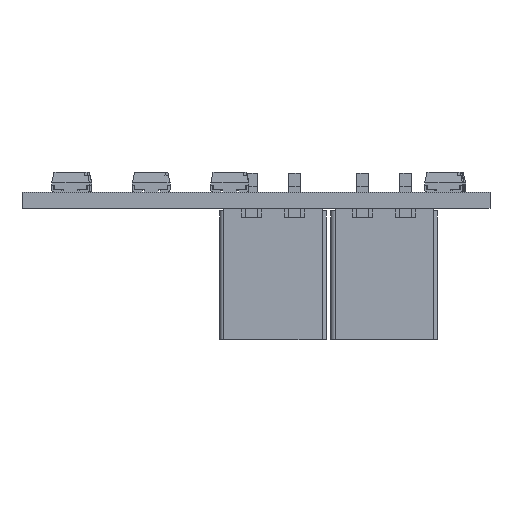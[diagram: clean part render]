
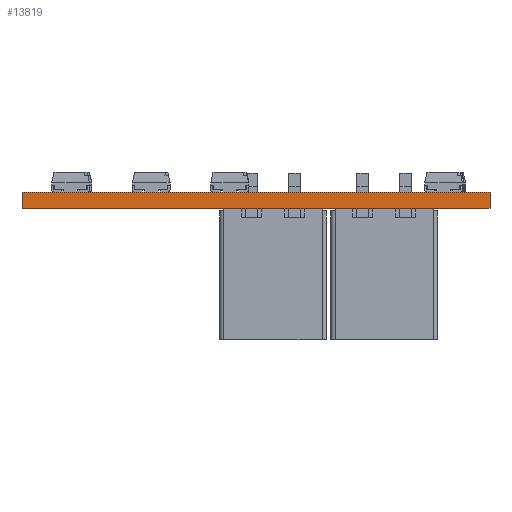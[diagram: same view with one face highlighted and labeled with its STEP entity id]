
A CAD part, front view. The second image highlights one B-rep face of the part: STEP entity #13819.
In plain terms, the highlighted planar face has unit normal (0, -1, 0).
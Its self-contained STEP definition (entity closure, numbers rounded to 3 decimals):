
#13703 = EDGE_CURVE('',#13704,#13706,#13708,.T.);
#13704 = VERTEX_POINT('',#13705);
#13705 = CARTESIAN_POINT('',(276.341,-161.823,0.));
#13706 = VERTEX_POINT('',#13707);
#13707 = CARTESIAN_POINT('',(276.341,-161.823,1.6));
#13708 = SURFACE_CURVE('',#13709,(#13713,#13725),.PCURVE_S1.);
#13709 = LINE('',#13710,#13711);
#13710 = CARTESIAN_POINT('',(276.341,-161.823,0.));
#13711 = VECTOR('',#13712,1.);
#13712 = DIRECTION('',(0.,0.,1.));
#13713 = PCURVE('',#13714,#13719);
#13714 = PLANE('',#13715);
#13715 = AXIS2_PLACEMENT_3D('',#13716,#13717,#13718);
#13716 = CARTESIAN_POINT('',(276.341,-161.823,0.));
#13717 = DIRECTION('',(-1.,0.,0.));
#13718 = DIRECTION('',(0.,1.,0.));
#13719 = DEFINITIONAL_REPRESENTATION('',(#13720),#13724);
#13720 = LINE('',#13721,#13722);
#13721 = CARTESIAN_POINT('',(0.,0.));
#13722 = VECTOR('',#13723,1.);
#13723 = DIRECTION('',(0.,-1.));
#13724 = ( GEOMETRIC_REPRESENTATION_CONTEXT(2) 
PARAMETRIC_REPRESENTATION_CONTEXT() REPRESENTATION_CONTEXT('2D SPACE',''
  ) );
#13725 = PCURVE('',#13726,#13731);
#13726 = PLANE('',#13727);
#13727 = AXIS2_PLACEMENT_3D('',#13728,#13729,#13730);
#13728 = CARTESIAN_POINT('',(230.621,-161.823,0.));
#13729 = DIRECTION('',(0.,1.,0.));
#13730 = DIRECTION('',(1.,0.,0.));
#13731 = DEFINITIONAL_REPRESENTATION('',(#13732),#13736);
#13732 = LINE('',#13733,#13734);
#13733 = CARTESIAN_POINT('',(45.72,0.));
#13734 = VECTOR('',#13735,1.);
#13735 = DIRECTION('',(0.,-1.));
#13736 = ( GEOMETRIC_REPRESENTATION_CONTEXT(2) 
PARAMETRIC_REPRESENTATION_CONTEXT() REPRESENTATION_CONTEXT('2D SPACE',''
  ) );
#13754 = PLANE('',#13755);
#13755 = AXIS2_PLACEMENT_3D('',#13756,#13757,#13758);
#13756 = CARTESIAN_POINT('',(250.937,-83.524,1.6));
#13757 = DIRECTION('',(0.,0.,1.));
#13758 = DIRECTION('',(1.,0.,-0.));
#13808 = PLANE('',#13809);
#13809 = AXIS2_PLACEMENT_3D('',#13810,#13811,#13812);
#13810 = CARTESIAN_POINT('',(250.937,-83.524,0.));
#13811 = DIRECTION('',(0.,0.,1.));
#13812 = DIRECTION('',(1.,0.,-0.));
#13819 = ADVANCED_FACE('',(#13820),#13726,.F.);
#13820 = FACE_BOUND('',#13821,.F.);
#13821 = EDGE_LOOP('',(#13822,#13852,#13873,#13874));
#13822 = ORIENTED_EDGE('',*,*,#13823,.T.);
#13823 = EDGE_CURVE('',#13824,#13826,#13828,.T.);
#13824 = VERTEX_POINT('',#13825);
#13825 = CARTESIAN_POINT('',(230.621,-161.823,0.));
#13826 = VERTEX_POINT('',#13827);
#13827 = CARTESIAN_POINT('',(230.621,-161.823,1.6));
#13828 = SURFACE_CURVE('',#13829,(#13833,#13840),.PCURVE_S1.);
#13829 = LINE('',#13830,#13831);
#13830 = CARTESIAN_POINT('',(230.621,-161.823,0.));
#13831 = VECTOR('',#13832,1.);
#13832 = DIRECTION('',(0.,0.,1.));
#13833 = PCURVE('',#13726,#13834);
#13834 = DEFINITIONAL_REPRESENTATION('',(#13835),#13839);
#13835 = LINE('',#13836,#13837);
#13836 = CARTESIAN_POINT('',(0.,0.));
#13837 = VECTOR('',#13838,1.);
#13838 = DIRECTION('',(0.,-1.));
#13839 = ( GEOMETRIC_REPRESENTATION_CONTEXT(2) 
PARAMETRIC_REPRESENTATION_CONTEXT() REPRESENTATION_CONTEXT('2D SPACE',''
  ) );
#13840 = PCURVE('',#13841,#13846);
#13841 = PLANE('',#13842);
#13842 = AXIS2_PLACEMENT_3D('',#13843,#13844,#13845);
#13843 = CARTESIAN_POINT('',(230.621,6.452,0.));
#13844 = DIRECTION('',(1.,0.,-0.));
#13845 = DIRECTION('',(0.,-1.,0.));
#13846 = DEFINITIONAL_REPRESENTATION('',(#13847),#13851);
#13847 = LINE('',#13848,#13849);
#13848 = CARTESIAN_POINT('',(168.275,0.));
#13849 = VECTOR('',#13850,1.);
#13850 = DIRECTION('',(0.,-1.));
#13851 = ( GEOMETRIC_REPRESENTATION_CONTEXT(2) 
PARAMETRIC_REPRESENTATION_CONTEXT() REPRESENTATION_CONTEXT('2D SPACE',''
  ) );
#13852 = ORIENTED_EDGE('',*,*,#13853,.T.);
#13853 = EDGE_CURVE('',#13826,#13706,#13854,.T.);
#13854 = SURFACE_CURVE('',#13855,(#13859,#13866),.PCURVE_S1.);
#13855 = LINE('',#13856,#13857);
#13856 = CARTESIAN_POINT('',(230.621,-161.823,1.6));
#13857 = VECTOR('',#13858,1.);
#13858 = DIRECTION('',(1.,0.,0.));
#13859 = PCURVE('',#13726,#13860);
#13860 = DEFINITIONAL_REPRESENTATION('',(#13861),#13865);
#13861 = LINE('',#13862,#13863);
#13862 = CARTESIAN_POINT('',(0.,-1.6));
#13863 = VECTOR('',#13864,1.);
#13864 = DIRECTION('',(1.,0.));
#13865 = ( GEOMETRIC_REPRESENTATION_CONTEXT(2) 
PARAMETRIC_REPRESENTATION_CONTEXT() REPRESENTATION_CONTEXT('2D SPACE',''
  ) );
#13866 = PCURVE('',#13754,#13867);
#13867 = DEFINITIONAL_REPRESENTATION('',(#13868),#13872);
#13868 = LINE('',#13869,#13870);
#13869 = CARTESIAN_POINT('',(-20.316,-78.298));
#13870 = VECTOR('',#13871,1.);
#13871 = DIRECTION('',(1.,0.));
#13872 = ( GEOMETRIC_REPRESENTATION_CONTEXT(2) 
PARAMETRIC_REPRESENTATION_CONTEXT() REPRESENTATION_CONTEXT('2D SPACE',''
  ) );
#13873 = ORIENTED_EDGE('',*,*,#13703,.F.);
#13874 = ORIENTED_EDGE('',*,*,#13875,.F.);
#13875 = EDGE_CURVE('',#13824,#13704,#13876,.T.);
#13876 = SURFACE_CURVE('',#13877,(#13881,#13888),.PCURVE_S1.);
#13877 = LINE('',#13878,#13879);
#13878 = CARTESIAN_POINT('',(230.621,-161.823,0.));
#13879 = VECTOR('',#13880,1.);
#13880 = DIRECTION('',(1.,0.,0.));
#13881 = PCURVE('',#13726,#13882);
#13882 = DEFINITIONAL_REPRESENTATION('',(#13883),#13887);
#13883 = LINE('',#13884,#13885);
#13884 = CARTESIAN_POINT('',(0.,0.));
#13885 = VECTOR('',#13886,1.);
#13886 = DIRECTION('',(1.,0.));
#13887 = ( GEOMETRIC_REPRESENTATION_CONTEXT(2) 
PARAMETRIC_REPRESENTATION_CONTEXT() REPRESENTATION_CONTEXT('2D SPACE',''
  ) );
#13888 = PCURVE('',#13808,#13889);
#13889 = DEFINITIONAL_REPRESENTATION('',(#13890),#13894);
#13890 = LINE('',#13891,#13892);
#13891 = CARTESIAN_POINT('',(-20.316,-78.298));
#13892 = VECTOR('',#13893,1.);
#13893 = DIRECTION('',(1.,0.));
#13894 = ( GEOMETRIC_REPRESENTATION_CONTEXT(2) 
PARAMETRIC_REPRESENTATION_CONTEXT() REPRESENTATION_CONTEXT('2D SPACE',''
  ) );
